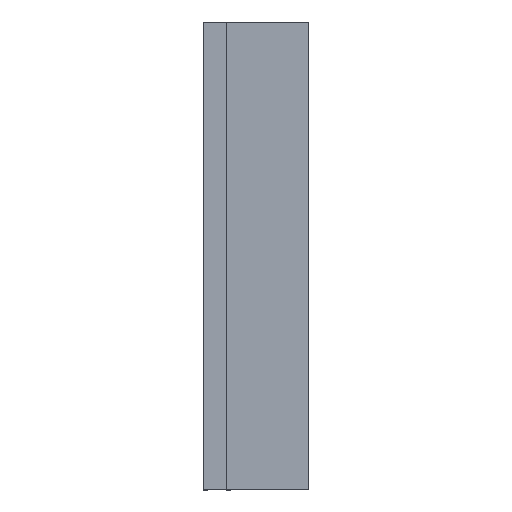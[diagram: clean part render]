
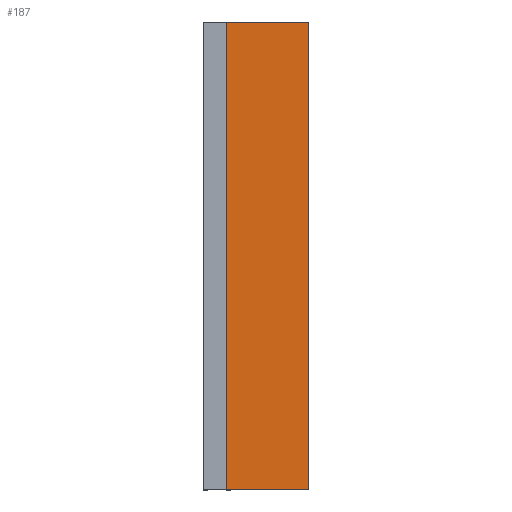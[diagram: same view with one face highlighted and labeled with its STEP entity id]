
A CAD part, top view. The second image highlights one B-rep face of the part: STEP entity #187.
In plain terms, the highlighted planar face has unit normal (0, 0, 1).
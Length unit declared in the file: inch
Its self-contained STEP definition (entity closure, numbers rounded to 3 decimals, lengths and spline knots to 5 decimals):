
#126=CARTESIAN_POINT('',(10.31889,13.39187,0.7405));
#127=VERTEX_POINT('',#126);
#134=CARTESIAN_POINT('',(10.31889,7.39187,0.7405));
#135=VERTEX_POINT('',#134);
#136=CARTESIAN_POINT('',(10.31889,7.39187,0.7405));
#137=DIRECTION('',(0.,1.,0.));
#138=VECTOR('',#137,1.);
#139=LINE('',#136,#138);
#140=EDGE_CURVE('',#135,#127,#139,.T.);
#157=CARTESIAN_POINT('',(9.25889,13.39187,0.7405));
#158=VERTEX_POINT('',#157);
#159=CARTESIAN_POINT('',(9.25889,13.39187,0.7405));
#160=DIRECTION('',(-1.,0.,0.));
#161=VECTOR('',#160,1.);
#162=LINE('',#159,#161);
#163=EDGE_CURVE('',#127,#158,#162,.T.);
#164=ORIENTED_EDGE('',*,*,#163,.T.);
#165=CARTESIAN_POINT('',(9.25889,7.39187,0.7405));
#166=VERTEX_POINT('',#165);
#167=CARTESIAN_POINT('',(9.25889,7.39187,0.7405));
#168=DIRECTION('',(0.,1.,0.));
#169=VECTOR('',#168,1.);
#170=LINE('',#167,#169);
#171=EDGE_CURVE('',#166,#158,#170,.T.);
#172=ORIENTED_EDGE('',*,*,#171,.F.);
#173=CARTESIAN_POINT('',(9.25889,7.39187,0.7405));
#174=DIRECTION('',(1.,0.,0.));
#175=VECTOR('',#174,1.);
#176=LINE('',#173,#175);
#177=EDGE_CURVE('',#166,#135,#176,.T.);
#178=ORIENTED_EDGE('',*,*,#177,.T.);
#179=ORIENTED_EDGE('',*,*,#140,.T.);
#180=EDGE_LOOP('',(#164,#172,#178,#179));
#181=FACE_OUTER_BOUND('',#180,.T.);
#182=CARTESIAN_POINT('',(9.78889,7.39187,0.7405));
#183=DIRECTION('',(0.,0.,1.));
#184=DIRECTION('',(1.,0.,0.));
#185=AXIS2_PLACEMENT_3D('',#182,#183,#184);
#186=PLANE('',#185);
#187=ADVANCED_FACE('',(#181),#186,.T.);
